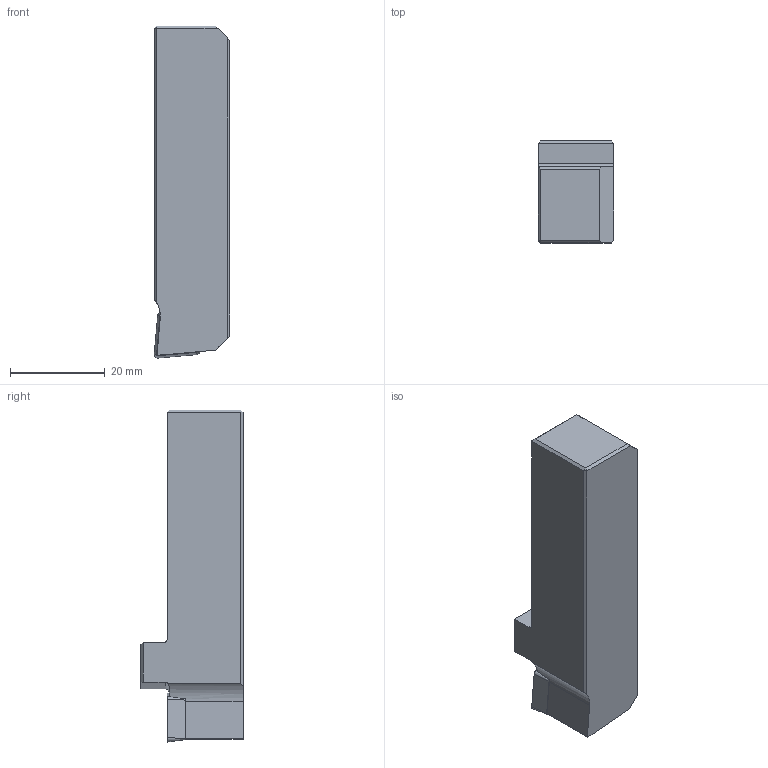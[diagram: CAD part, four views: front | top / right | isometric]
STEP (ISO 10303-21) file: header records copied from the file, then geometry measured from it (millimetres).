
FILE_DESCRIPTION(/* description */ (''),/* implementation_level */ '2;1');
FILE_NAME(/* name */ '1529569533159.stp',/* time_stamp */ '2018-06-21T10:25:38+02:00',/* author */ (''),/* organization */ ('SMS'),/* preprocessor_version */ 'ST-DEVELOPER v15',/* originating_system */ 'SIEMENS PLM Software NX 8.5',/* authorisation */ '');
FILE_SCHEMA (('AUTOMOTIVE_DESIGN { 1 0 10303 214 3 1 1 1 }'));
Length unit declared in the file: millimetre
Products named in the file (4): ASSEMBLY_CONSTRUCTION; IsoTurningInsert; 201723609mod000_00; 201669393mod000_00
Assembly tree (3 placements, depth 2):
  201669393mod000_00
    201723609mod000_00
    IsoTurningInsert
    ASSEMBLY_CONSTRUCTION
Bounding box: 15.97 x 21.5 x 69.96 mm (x, y, z)
Volume: 17918.6 mm3; surface area: 5330.4 mm2
Topology: 2 solids, 2 shells, 45 faces, 117 edges, 79 vertices
Faces by surface type: plane 32, cone 7, cylinder 4, torus 2
Full cylindrical faces by diameter (mm): 4.4 x1
Entity records: 1545 total; most frequent: CARTESIAN_POINT 318, DIRECTION 236, ORIENTED_EDGE 220, EDGE_CURVE 110, LINE 82, VECTOR 82, AXIS2_PLACEMENT_3D 77, VERTEX_POINT 73
